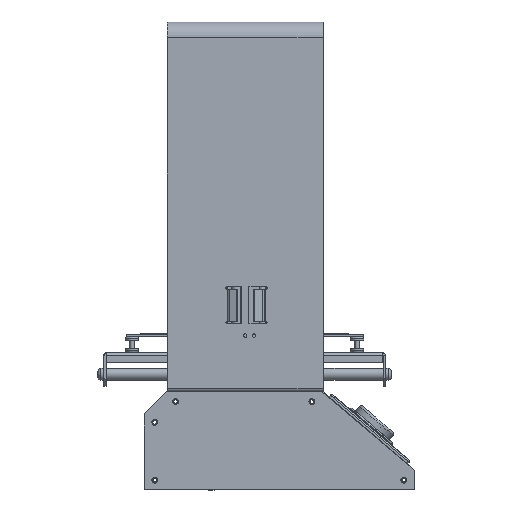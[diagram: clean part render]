
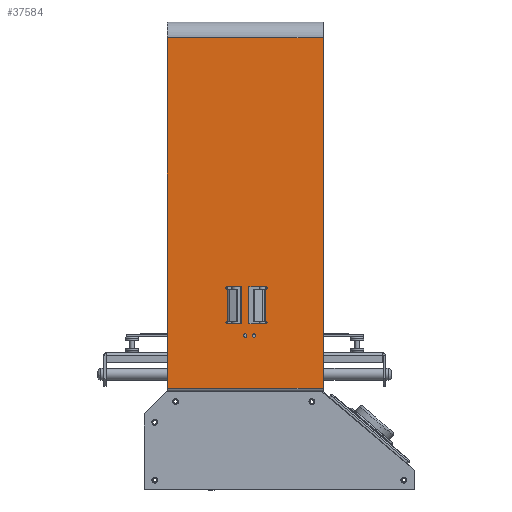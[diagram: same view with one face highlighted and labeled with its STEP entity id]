
A CAD part, left-side view. The second image highlights one B-rep face of the part: STEP entity #37584.
In plain terms, the highlighted face is planar.
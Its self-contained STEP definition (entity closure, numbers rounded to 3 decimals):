
#1335=FACE_BOUND('',#6670,.T.);
#1336=FACE_BOUND('',#6671,.T.);
#1337=FACE_BOUND('',#6672,.T.);
#1338=FACE_BOUND('',#6673,.T.);
#2332=PLANE('',#41691);
#4132=FACE_OUTER_BOUND('',#6669,.T.);
#6669=EDGE_LOOP('',(#31093,#31094,#31095,#31096));
#6670=EDGE_LOOP('',(#31097,#31098,#31099,#31100,#31101,#31102));
#6671=EDGE_LOOP('',(#31103));
#6672=EDGE_LOOP('',(#31104));
#6673=EDGE_LOOP('',(#31105,#31106,#31107,#31108,#31109,#31110));
#9665=LINE('',#61602,#13131);
#9667=LINE('',#61613,#13133);
#9668=LINE('',#61615,#13134);
#9669=LINE('',#61617,#13135);
#9670=LINE('',#61618,#13136);
#9671=LINE('',#61623,#13137);
#9672=LINE('',#61625,#13138);
#9673=LINE('',#61627,#13139);
#9674=LINE('',#61630,#13140);
#9675=LINE('',#61636,#13141);
#9676=LINE('',#61638,#13142);
#9677=LINE('',#61640,#13143);
#13131=VECTOR('',#50347,10.);
#13133=VECTOR('',#50359,10.);
#13134=VECTOR('',#50360,10.);
#13135=VECTOR('',#50361,10.);
#13136=VECTOR('',#50362,10.);
#13137=VECTOR('',#50365,10.);
#13138=VECTOR('',#50366,10.);
#13139=VECTOR('',#50367,10.);
#13140=VECTOR('',#50370,10.);
#13141=VECTOR('',#50375,10.);
#13142=VECTOR('',#50376,10.);
#13143=VECTOR('',#50377,10.);
#15747=CIRCLE('',#41689,0.794);
#15749=CIRCLE('',#41692,0.794);
#15750=CIRCLE('',#41693,0.794);
#15751=CIRCLE('',#41694,1.2);
#15752=CIRCLE('',#41695,1.2);
#15753=CIRCLE('',#41696,0.794);
#18350=VERTEX_POINT('',#61591);
#18351=VERTEX_POINT('',#61595);
#18352=VERTEX_POINT('',#61605);
#18354=VERTEX_POINT('',#61611);
#18355=VERTEX_POINT('',#61612);
#18356=VERTEX_POINT('',#61614);
#18357=VERTEX_POINT('',#61616);
#18358=VERTEX_POINT('',#61619);
#18359=VERTEX_POINT('',#61620);
#18360=VERTEX_POINT('',#61622);
#18361=VERTEX_POINT('',#61624);
#18362=VERTEX_POINT('',#61626);
#18363=VERTEX_POINT('',#61628);
#18364=VERTEX_POINT('',#61631);
#18365=VERTEX_POINT('',#61633);
#18366=VERTEX_POINT('',#61635);
#18367=VERTEX_POINT('',#61637);
#18368=VERTEX_POINT('',#61639);
#22813=EDGE_CURVE('',#18350,#18351,#9665,.T.);
#22814=EDGE_CURVE('',#18351,#18352,#15747,.T.);
#22817=EDGE_CURVE('',#18354,#18355,#9667,.T.);
#22818=EDGE_CURVE('',#18356,#18355,#9668,.T.);
#22819=EDGE_CURVE('',#18356,#18357,#9669,.T.);
#22820=EDGE_CURVE('',#18354,#18357,#9670,.T.);
#22821=EDGE_CURVE('',#18358,#18359,#15749,.T.);
#22822=EDGE_CURVE('',#18359,#18360,#9671,.T.);
#22823=EDGE_CURVE('',#18360,#18361,#9672,.T.);
#22824=EDGE_CURVE('',#18361,#18362,#9673,.T.);
#22825=EDGE_CURVE('',#18362,#18363,#15750,.T.);
#22826=EDGE_CURVE('',#18363,#18358,#9674,.T.);
#22827=EDGE_CURVE('',#18364,#18364,#15751,.T.);
#22828=EDGE_CURVE('',#18365,#18365,#15752,.T.);
#22829=EDGE_CURVE('',#18352,#18366,#9675,.T.);
#22830=EDGE_CURVE('',#18366,#18367,#9676,.T.);
#22831=EDGE_CURVE('',#18367,#18368,#9677,.T.);
#22832=EDGE_CURVE('',#18368,#18350,#15753,.T.);
#31093=ORIENTED_EDGE('',*,*,#22817,.T.);
#31094=ORIENTED_EDGE('',*,*,#22818,.F.);
#31095=ORIENTED_EDGE('',*,*,#22819,.T.);
#31096=ORIENTED_EDGE('',*,*,#22820,.F.);
#31097=ORIENTED_EDGE('',*,*,#22821,.T.);
#31098=ORIENTED_EDGE('',*,*,#22822,.T.);
#31099=ORIENTED_EDGE('',*,*,#22823,.T.);
#31100=ORIENTED_EDGE('',*,*,#22824,.T.);
#31101=ORIENTED_EDGE('',*,*,#22825,.T.);
#31102=ORIENTED_EDGE('',*,*,#22826,.T.);
#31103=ORIENTED_EDGE('',*,*,#22827,.T.);
#31104=ORIENTED_EDGE('',*,*,#22828,.T.);
#31105=ORIENTED_EDGE('',*,*,#22814,.T.);
#31106=ORIENTED_EDGE('',*,*,#22829,.T.);
#31107=ORIENTED_EDGE('',*,*,#22830,.T.);
#31108=ORIENTED_EDGE('',*,*,#22831,.T.);
#31109=ORIENTED_EDGE('',*,*,#22832,.T.);
#31110=ORIENTED_EDGE('',*,*,#22813,.T.);
#37584=ADVANCED_FACE('',(#4132,#1335,#1336,#1337,#1338),#2332,.F.);
#41689=AXIS2_PLACEMENT_3D('',#61606,#50352,#50353);
#41691=AXIS2_PLACEMENT_3D('',#61610,#50357,#50358);
#41692=AXIS2_PLACEMENT_3D('',#61621,#50363,#50364);
#41693=AXIS2_PLACEMENT_3D('',#61629,#50368,#50369);
#41694=AXIS2_PLACEMENT_3D('',#61632,#50371,#50372);
#41695=AXIS2_PLACEMENT_3D('',#61634,#50373,#50374);
#41696=AXIS2_PLACEMENT_3D('',#61641,#50378,#50379);
#50347=DIRECTION('',(0.,-1.,0.));
#50352=DIRECTION('center_axis',(0.,0.,1.));
#50353=DIRECTION('ref_axis',(0.,1.,0.));
#50357=DIRECTION('center_axis',(0.,0.,1.));
#50358=DIRECTION('ref_axis',(1.,0.,0.));
#50359=DIRECTION('',(1.,0.,0.));
#50360=DIRECTION('',(0.,1.,0.));
#50361=DIRECTION('',(-1.,0.,0.));
#50362=DIRECTION('',(0.,-1.,0.));
#50363=DIRECTION('center_axis',(0.,0.,1.));
#50364=DIRECTION('ref_axis',(0.,-1.,0.));
#50365=DIRECTION('',(-1.,0.,0.));
#50366=DIRECTION('',(0.,-1.,0.));
#50367=DIRECTION('',(1.,0.,0.));
#50368=DIRECTION('center_axis',(0.,0.,1.));
#50369=DIRECTION('ref_axis',(0.,1.,0.));
#50370=DIRECTION('',(0.,1.,0.));
#50371=DIRECTION('center_axis',(0.,0.,1.));
#50372=DIRECTION('ref_axis',(1.,0.,0.));
#50373=DIRECTION('center_axis',(0.,0.,1.));
#50374=DIRECTION('ref_axis',(1.,0.,0.));
#50375=DIRECTION('',(1.,0.,0.));
#50376=DIRECTION('',(0.,1.,0.));
#50377=DIRECTION('',(-1.,0.,0.));
#50378=DIRECTION('center_axis',(0.,0.,1.));
#50379=DIRECTION('ref_axis',(0.,-1.,0.));
#61591=CARTESIAN_POINT('',(-13.954,-55.588,0.));
#61595=CARTESIAN_POINT('',(-13.954,-77.413,0.));
#61602=CARTESIAN_POINT('',(-13.954,-27.794,0.));
#61605=CARTESIAN_POINT('',(-13.954,-79.,0.));
#61606=CARTESIAN_POINT('Origin',(-13.954,-78.206,0.));
#61610=CARTESIAN_POINT('Origin',(0.,0.,0.));
#61611=CARTESIAN_POINT('',(-52.6,114.,0.));
#61612=CARTESIAN_POINT('',(52.6,114.,0.));
#61613=CARTESIAN_POINT('',(26.3,114.,0.));
#61614=CARTESIAN_POINT('',(52.6,-122.683,0.));
#61615=CARTESIAN_POINT('',(52.6,-123.,0.));
#61616=CARTESIAN_POINT('',(-52.6,-122.683,0.));
#61617=CARTESIAN_POINT('',(-26.3,-122.683,0.));
#61618=CARTESIAN_POINT('',(-52.6,123.,0.));
#61619=CARTESIAN_POINT('',(12.202,-55.588,0.));
#61620=CARTESIAN_POINT('',(12.202,-54.,0.));
#61621=CARTESIAN_POINT('Origin',(12.202,-54.794,0.));
#61622=CARTESIAN_POINT('',(2.5,-54.,0.));
#61623=CARTESIAN_POINT('',(6.,-54.,0.));
#61624=CARTESIAN_POINT('',(2.5,-79.,0.));
#61625=CARTESIAN_POINT('',(2.5,-27.,0.));
#61626=CARTESIAN_POINT('',(12.202,-79.,0.));
#61627=CARTESIAN_POINT('',(6.,-79.,0.));
#61628=CARTESIAN_POINT('',(12.202,-77.413,0.));
#61629=CARTESIAN_POINT('Origin',(12.202,-78.206,0.));
#61630=CARTESIAN_POINT('',(12.202,-38.706,0.));
#61631=CARTESIAN_POINT('',(-1.2,-87.,0.));
#61632=CARTESIAN_POINT('Origin',(0.,-87.,0.));
#61633=CARTESIAN_POINT('',(-7.2,-87.,0.));
#61634=CARTESIAN_POINT('Origin',(-6.,-87.,0.));
#61635=CARTESIAN_POINT('',(-2.5,-79.,0.));
#61636=CARTESIAN_POINT('',(-6.,-79.,0.));
#61637=CARTESIAN_POINT('',(-2.5,-54.,0.));
#61638=CARTESIAN_POINT('',(-2.5,-39.5,0.));
#61639=CARTESIAN_POINT('',(-13.954,-54.,0.));
#61640=CARTESIAN_POINT('',(-6.,-54.,0.));
#61641=CARTESIAN_POINT('Origin',(-13.954,-54.794,0.));
